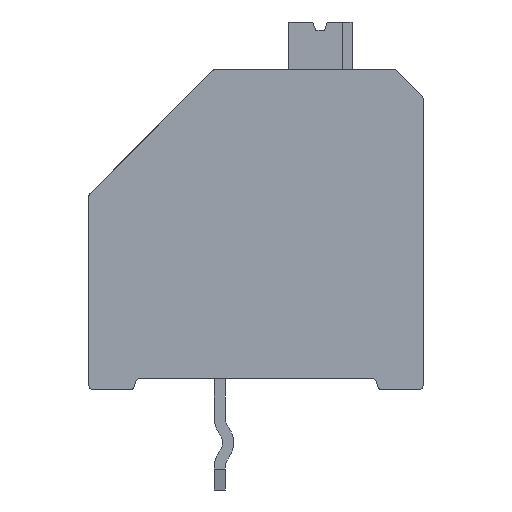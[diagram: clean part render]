
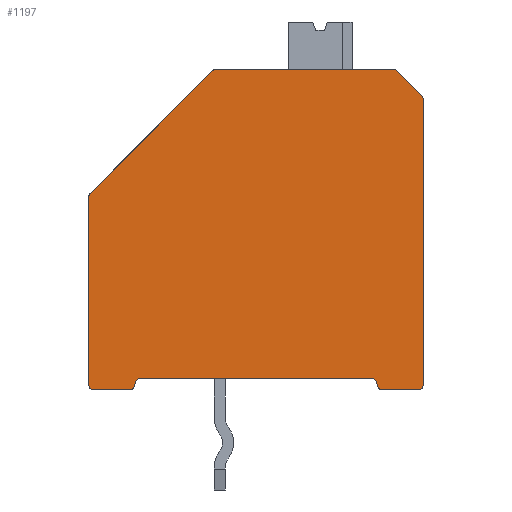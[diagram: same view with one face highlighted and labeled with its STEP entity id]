
A CAD part, front view. The second image highlights one B-rep face of the part: STEP entity #1197.
In plain terms, the highlighted planar face has unit normal (0, -1, 0).
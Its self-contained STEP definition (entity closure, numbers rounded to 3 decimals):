
#1197 = ADVANCED_FACE( '', ( #2391 ), #2392, .T. );
#2391 = FACE_OUTER_BOUND( '', #3587, .T. );
#2392 = PLANE( '', #3588 );
#3587 = EDGE_LOOP( '', ( #7098, #7099, #7100, #7101, #7102, #7103, #7104, #7105, #7106, #7107, #7108, #7109, #7110, #7111, #7112, #7113, #7114, #7115, #7116, #7117 ) );
#3588 = AXIS2_PLACEMENT_3D( '', #7118, #7119, #7120 );
#7098 = ORIENTED_EDGE( '', *, *, #8597, .F. );
#7099 = ORIENTED_EDGE( '', *, *, #8719, .T. );
#7100 = ORIENTED_EDGE( '', *, *, #8409, .F. );
#7101 = ORIENTED_EDGE( '', *, *, #7657, .T. );
#7102 = ORIENTED_EDGE( '', *, *, #8518, .F. );
#7103 = ORIENTED_EDGE( '', *, *, #7637, .T. );
#7104 = ORIENTED_EDGE( '', *, *, #7725, .T. );
#7105 = ORIENTED_EDGE( '', *, *, #8477, .T. );
#7106 = ORIENTED_EDGE( '', *, *, #8810, .F. );
#7107 = ORIENTED_EDGE( '', *, *, #8156, .T. );
#7108 = ORIENTED_EDGE( '', *, *, #7856, .T. );
#7109 = ORIENTED_EDGE( '', *, *, #7388, .F. );
#7110 = ORIENTED_EDGE( '', *, *, #8725, .T. );
#7111 = ORIENTED_EDGE( '', *, *, #8702, .F. );
#7112 = ORIENTED_EDGE( '', *, *, #7950, .T. );
#7113 = ORIENTED_EDGE( '', *, *, #7904, .T. );
#7114 = ORIENTED_EDGE( '', *, *, #8796, .F. );
#7115 = ORIENTED_EDGE( '', *, *, #8811, .T. );
#7116 = ORIENTED_EDGE( '', *, *, #7678, .T. );
#7117 = ORIENTED_EDGE( '', *, *, #8223, .T. );
#7118 = CARTESIAN_POINT( '', ( 0., -8.75, 0. ) );
#7119 = DIRECTION( '', ( 0., -1., 0. ) );
#7120 = DIRECTION( '', ( 0., 0., -1. ) );
#7388 = EDGE_CURVE( '', #8849, #8850, #8851, .T. );
#7637 = EDGE_CURVE( '', #9302, #9300, #9303, .T. );
#7657 = EDGE_CURVE( '', #9338, #9336, #9339, .T. );
#7678 = EDGE_CURVE( '', #9375, #9372, #9376, .T. );
#7725 = EDGE_CURVE( '', #9300, #9454, #9456, .T. );
#7856 = EDGE_CURVE( '', #9672, #8850, #9673, .T. );
#7904 = EDGE_CURVE( '', #9753, #9750, #9754, .T. );
#7950 = EDGE_CURVE( '', #9825, #9753, #9826, .T. );
#8156 = EDGE_CURVE( '', #10151, #9672, #10152, .T. );
#8223 = EDGE_CURVE( '', #9372, #10249, #10252, .T. );
#8409 = EDGE_CURVE( '', #9338, #10507, #10508, .T. );
#8477 = EDGE_CURVE( '', #9454, #10606, #10608, .T. );
#8518 = EDGE_CURVE( '', #9302, #9336, #10658, .T. );
#8597 = EDGE_CURVE( '', #10751, #10249, #10753, .T. );
#8702 = EDGE_CURVE( '', #9825, #10869, #10870, .T. );
#8719 = EDGE_CURVE( '', #10751, #10507, #10889, .T. );
#8725 = EDGE_CURVE( '', #8849, #10869, #10895, .T. );
#8796 = EDGE_CURVE( '', #10970, #9750, #10972, .T. );
#8810 = EDGE_CURVE( '', #10151, #10606, #10987, .T. );
#8811 = EDGE_CURVE( '', #10970, #9375, #10988, .T. );
#8849 = VERTEX_POINT( '', #11026 );
#8850 = VERTEX_POINT( '', #11027 );
#8851 = CIRCLE( '', #11028, 0.17 );
#9300 = VERTEX_POINT( '', #11625 );
#9302 = VERTEX_POINT( '', #11628 );
#9303 = CIRCLE( '', #11629, 0.17 );
#9336 = VERTEX_POINT( '', #11675 );
#9338 = VERTEX_POINT( '', #11678 );
#9339 = CIRCLE( '', #11679, 0.17 );
#9372 = VERTEX_POINT( '', #11725 );
#9375 = VERTEX_POINT( '', #11729 );
#9376 = LINE( '', #11730, #11731 );
#9454 = VERTEX_POINT( '', #11843 );
#9456 = LINE( '', #11846, #11847 );
#9672 = VERTEX_POINT( '', #12140 );
#9673 = LINE( '', #12141, #12142 );
#9750 = VERTEX_POINT( '', #12267 );
#9753 = VERTEX_POINT( '', #12271 );
#9754 = CIRCLE( '', #12272, 0.17 );
#9825 = VERTEX_POINT( '', #12390 );
#9826 = LINE( '', #12391, #12392 );
#10151 = VERTEX_POINT( '', #12869 );
#10152 = CIRCLE( '', #12870, 0.17 );
#10249 = VERTEX_POINT( '', #13006 );
#10252 = CIRCLE( '', #13010, 0.17 );
#10507 = VERTEX_POINT( '', #13390 );
#10508 = LINE( '', #13391, #13392 );
#10606 = VERTEX_POINT( '', #13546 );
#10608 = CIRCLE( '', #13549, 0.17 );
#10658 = LINE( '', #13620, #13621 );
#10751 = VERTEX_POINT( '', #13757 );
#10753 = LINE( '', #13760, #13761 );
#10869 = VERTEX_POINT( '', #13929 );
#10870 = CIRCLE( '', #13930, 0.17 );
#10889 = CIRCLE( '', #13956, 0.17 );
#10895 = LINE( '', #13964, #13965 );
#10970 = VERTEX_POINT( '', #14059 );
#10972 = LINE( '', #14062, #14063 );
#10987 = LINE( '', #14082, #14083 );
#10988 = CIRCLE( '', #14084, 0.17 );
#11026 = CARTESIAN_POINT( '', ( 1.838, -8.75, 0.23 ) );
#11027 = CARTESIAN_POINT( '', ( 1.673, -8.75, 0.104 ) );
#11028 = AXIS2_PLACEMENT_3D( '', #14124, #14125, #14126 );
#11625 = CARTESIAN_POINT( '', ( 0., -8.75, 6.76 ) );
#11628 = CARTESIAN_POINT( '', ( 0.05, -8.75, 6.88 ) );
#11629 = AXIS2_PLACEMENT_3D( '', #14465, #14466, #14467 );
#11675 = CARTESIAN_POINT( '', ( 4.45, -8.75, 11.28 ) );
#11678 = CARTESIAN_POINT( '', ( 4.57, -8.75, 11.33 ) );
#11679 = AXIS2_PLACEMENT_3D( '', #14485, #14486, #14487 );
#11725 = CARTESIAN_POINT( '', ( 12., -8.75, 10.26 ) );
#11729 = CARTESIAN_POINT( '', ( 12., -8.75, 0. ) );
#11730 = CARTESIAN_POINT( '', ( 12., -8.75, -3.77 ) );
#11731 = VECTOR( '', #14508, 1000. );
#11843 = CARTESIAN_POINT( '', ( 0., -8.75, 0. ) );
#11846 = CARTESIAN_POINT( '', ( 0., -8.75, 13.03 ) );
#11847 = VECTOR( '', #14547, 1000. );
#12140 = CARTESIAN_POINT( '', ( 1.634, -8.75, -0.044 ) );
#12141 = CARTESIAN_POINT( '', ( 1.707, -8.75, 0.23 ) );
#12142 = VECTOR( '', #14712, 1000. );
#12267 = CARTESIAN_POINT( '', ( 10.53, -8.75, -0.17 ) );
#12271 = CARTESIAN_POINT( '', ( 10.366, -8.75, -0.044 ) );
#12272 = AXIS2_PLACEMENT_3D( '', #14771, #14772, #14773 );
#12390 = CARTESIAN_POINT( '', ( 10.327, -8.75, 0.104 ) );
#12391 = CARTESIAN_POINT( '', ( 10.774, -8.75, -1.566 ) );
#12392 = VECTOR( '', #14827, 1000. );
#12869 = CARTESIAN_POINT( '', ( 1.47, -8.75, -0.17 ) );
#12870 = AXIS2_PLACEMENT_3D( '', #15049, #15050, #15051 );
#13006 = CARTESIAN_POINT( '', ( 11.95, -8.75, 10.38 ) );
#13010 = AXIS2_PLACEMENT_3D( '', #15116, #15117, #15118 );
#13390 = CARTESIAN_POINT( '', ( 10.93, -8.75, 11.33 ) );
#13391 = CARTESIAN_POINT( '', ( 4.5, -8.75, 11.33 ) );
#13392 = VECTOR( '', #15280, 1000. );
#13546 = CARTESIAN_POINT( '', ( 0.17, -8.75, -0.17 ) );
#13549 = AXIS2_PLACEMENT_3D( '', #15341, #15342, #15343 );
#13620 = CARTESIAN_POINT( '', ( 1.847, -8.75, 8.677 ) );
#13621 = VECTOR( '', #15386, 1000. );
#13757 = CARTESIAN_POINT( '', ( 11.05, -8.75, 11.28 ) );
#13760 = CARTESIAN_POINT( '', ( 11.5, -8.75, 10.83 ) );
#13761 = VECTOR( '', #15449, 1000. );
#13929 = CARTESIAN_POINT( '', ( 10.162, -8.75, 0.23 ) );
#13930 = AXIS2_PLACEMENT_3D( '', #15514, #15515, #15516 );
#13956 = AXIS2_PLACEMENT_3D( '', #15527, #15528, #15529 );
#13964 = CARTESIAN_POINT( '', ( 2.9, -8.75, 0.23 ) );
#13965 = VECTOR( '', #15535, 1000. );
#14059 = CARTESIAN_POINT( '', ( 11.83, -8.75, -0.17 ) );
#14062 = CARTESIAN_POINT( '', ( 6., -8.75, -0.17 ) );
#14063 = VECTOR( '', #15565, 1000. );
#14082 = CARTESIAN_POINT( '', ( 6., -8.75, -0.17 ) );
#14083 = VECTOR( '', #15579, 1000. );
#14084 = AXIS2_PLACEMENT_3D( '', #15580, #15581, #15582 );
#14124 = CARTESIAN_POINT( '', ( 1.838, -8.75, 0.06 ) );
#14125 = DIRECTION( '', ( 0., -1., 0. ) );
#14126 = DIRECTION( '', ( 0., 0., -1. ) );
#14465 = CARTESIAN_POINT( '', ( 0.17, -8.75, 6.76 ) );
#14466 = DIRECTION( '', ( 0., -1., 0. ) );
#14467 = DIRECTION( '', ( 0., 0., -1. ) );
#14485 = CARTESIAN_POINT( '', ( 4.57, -8.75, 11.16 ) );
#14486 = DIRECTION( '', ( 0., -1., 0. ) );
#14487 = DIRECTION( '', ( 0., 0., -1. ) );
#14508 = DIRECTION( '', ( 0., 0., 1. ) );
#14547 = DIRECTION( '', ( 0., 0., -1. ) );
#14712 = DIRECTION( '', ( 0.259, 0., 0.966 ) );
#14771 = CARTESIAN_POINT( '', ( 10.53, -8.75, 0. ) );
#14772 = DIRECTION( '', ( 0., -1., 0. ) );
#14773 = DIRECTION( '', ( 0., 0., -1. ) );
#14827 = DIRECTION( '', ( 0.259, 0., -0.966 ) );
#15049 = CARTESIAN_POINT( '', ( 1.47, -8.75, 0. ) );
#15050 = DIRECTION( '', ( 0., -1., 0. ) );
#15051 = DIRECTION( '', ( 0., 0., -1. ) );
#15116 = CARTESIAN_POINT( '', ( 11.83, -8.75, 10.26 ) );
#15117 = DIRECTION( '', ( 0., -1., 0. ) );
#15118 = DIRECTION( '', ( 0., 0., -1. ) );
#15280 = DIRECTION( '', ( 1., 0., 0. ) );
#15341 = CARTESIAN_POINT( '', ( 0.17, -8.75, 0. ) );
#15342 = DIRECTION( '', ( 0., -1., 0. ) );
#15343 = DIRECTION( '', ( 0., 0., -1. ) );
#15386 = DIRECTION( '', ( 0.707, 0., 0.707 ) );
#15449 = DIRECTION( '', ( 0.707, 0., -0.707 ) );
#15514 = CARTESIAN_POINT( '', ( 10.162, -8.75, 0.06 ) );
#15515 = DIRECTION( '', ( 0., -1., 0. ) );
#15516 = DIRECTION( '', ( 0., 0., -1. ) );
#15527 = CARTESIAN_POINT( '', ( 10.93, -8.75, 11.16 ) );
#15528 = DIRECTION( '', ( 0., -1., 0. ) );
#15529 = DIRECTION( '', ( 0., 0., -1. ) );
#15535 = DIRECTION( '', ( 1., 0., 0. ) );
#15565 = DIRECTION( '', ( -1., 0., 0. ) );
#15579 = DIRECTION( '', ( -1., 0., 0. ) );
#15580 = CARTESIAN_POINT( '', ( 11.83, -8.75, 0. ) );
#15581 = DIRECTION( '', ( 0., -1., 0. ) );
#15582 = DIRECTION( '', ( 0., 0., -1. ) );
